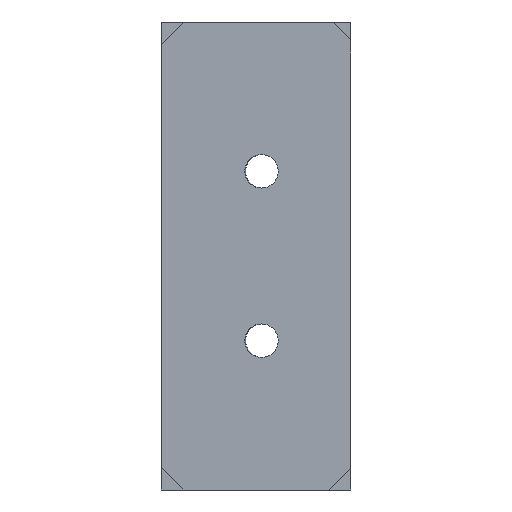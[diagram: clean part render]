
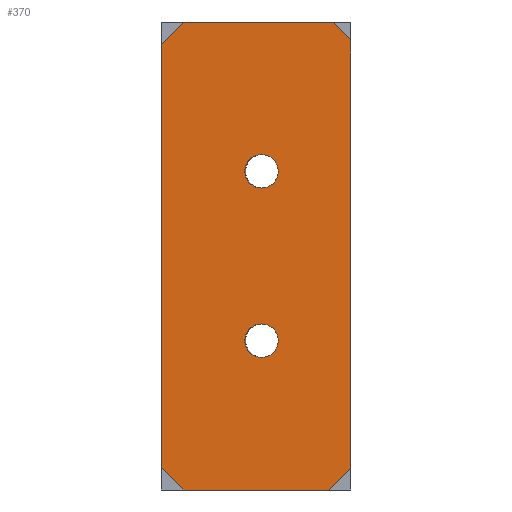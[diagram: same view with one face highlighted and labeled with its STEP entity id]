
A CAD part, front view. The second image highlights one B-rep face of the part: STEP entity #370.
In plain terms, the highlighted planar face has unit normal (-0.009, -1, 0).
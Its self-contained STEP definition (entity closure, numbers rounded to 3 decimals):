
#19=FACE_BOUND('',#77,.T.);
#20=FACE_BOUND('',#78,.T.);
#27=CIRCLE('',#392,1.5);
#28=CIRCLE('',#394,1.5);
#52=FACE_OUTER_BOUND('',#76,.T.);
#76=EDGE_LOOP('',(#325,#326,#327,#328,#329,#330,#331,#332));
#77=EDGE_LOOP('',(#333));
#78=EDGE_LOOP('',(#334));
#79=LINE('',#503,#119);
#85=LINE('',#516,#125);
#91=LINE('',#529,#131);
#97=LINE('',#542,#137);
#110=LINE('',#584,#150);
#113=LINE('',#589,#153);
#116=LINE('',#594,#156);
#118=LINE('',#597,#158);
#119=VECTOR('',#405,10.);
#125=VECTOR('',#415,10.);
#131=VECTOR('',#425,10.);
#137=VECTOR('',#435,10.);
#150=VECTOR('',#480,10.);
#153=VECTOR('',#485,10.);
#156=VECTOR('',#490,10.);
#158=VECTOR('',#494,10.);
#159=VERTEX_POINT('',#501);
#160=VERTEX_POINT('',#502);
#164=VERTEX_POINT('',#514);
#165=VERTEX_POINT('',#515);
#169=VERTEX_POINT('',#527);
#170=VERTEX_POINT('',#528);
#174=VERTEX_POINT('',#540);
#175=VERTEX_POINT('',#541);
#185=VERTEX_POINT('',#571);
#186=VERTEX_POINT('',#575);
#191=EDGE_CURVE('',#159,#160,#79,.T.);
#197=EDGE_CURVE('',#164,#165,#85,.T.);
#203=EDGE_CURVE('',#169,#170,#91,.T.);
#209=EDGE_CURVE('',#174,#175,#97,.T.);
#224=EDGE_CURVE('',#185,#185,#27,.T.);
#226=EDGE_CURVE('',#186,#186,#28,.T.);
#230=EDGE_CURVE('',#160,#169,#110,.T.);
#233=EDGE_CURVE('',#170,#174,#113,.T.);
#236=EDGE_CURVE('',#175,#164,#116,.T.);
#238=EDGE_CURVE('',#165,#159,#118,.T.);
#325=ORIENTED_EDGE('',*,*,#191,.T.);
#326=ORIENTED_EDGE('',*,*,#230,.T.);
#327=ORIENTED_EDGE('',*,*,#203,.T.);
#328=ORIENTED_EDGE('',*,*,#233,.T.);
#329=ORIENTED_EDGE('',*,*,#209,.T.);
#330=ORIENTED_EDGE('',*,*,#236,.T.);
#331=ORIENTED_EDGE('',*,*,#197,.T.);
#332=ORIENTED_EDGE('',*,*,#238,.T.);
#333=ORIENTED_EDGE('',*,*,#224,.F.);
#334=ORIENTED_EDGE('',*,*,#226,.F.);
#350=PLANE('',#400);
#370=ADVANCED_FACE('',(#52,#19,#20),#350,.F.);
#392=AXIS2_PLACEMENT_3D('',#573,#468,#469);
#394=AXIS2_PLACEMENT_3D('',#577,#473,#474);
#400=AXIS2_PLACEMENT_3D('',#599,#497,#498);
#405=DIRECTION('',(0.707,-0.006,-0.707));
#415=DIRECTION('',(-0.707,0.006,-0.707));
#425=DIRECTION('',(0.713,-0.006,0.701));
#435=DIRECTION('',(-0.707,0.006,0.707));
#468=DIRECTION('center_axis',(-0.009,-1.,0.));
#469=DIRECTION('ref_axis',(-1.,0.009,0.));
#473=DIRECTION('center_axis',(-0.009,-1.,0.));
#474=DIRECTION('ref_axis',(-1.,0.009,0.));
#480=DIRECTION('',(1.,-0.009,0.));
#485=DIRECTION('',(0.,0.,1.));
#490=DIRECTION('',(-1.,0.009,0.));
#494=DIRECTION('',(0.,0.,-1.));
#497=DIRECTION('center_axis',(0.009,1.,0.));
#498=DIRECTION('ref_axis',(-1.,0.009,0.));
#501=CARTESIAN_POINT('',(-35.705,35.809,23.85));
#502=CARTESIAN_POINT('',(-33.705,35.791,21.85));
#503=CARTESIAN_POINT('',(-37.329,35.823,25.475));
#514=CARTESIAN_POINT('',(-33.705,35.791,63.85));
#515=CARTESIAN_POINT('',(-35.705,35.809,61.85));
#516=CARTESIAN_POINT('',(-38.329,35.832,59.226));
#527=CARTESIAN_POINT('',(-20.703,35.678,21.85));
#528=CARTESIAN_POINT('',(-18.703,35.66,23.815));
#529=CARTESIAN_POINT('',(-16.108,35.638,26.364));
#540=CARTESIAN_POINT('',(-18.703,35.66,62.235));
#541=CARTESIAN_POINT('',(-20.319,35.675,63.85));
#542=CARTESIAN_POINT('',(-16.791,35.644,60.323));
#571=CARTESIAN_POINT('',(-25.203,35.717,35.25));
#573=CARTESIAN_POINT('Origin',(-26.703,35.73,35.25));
#575=CARTESIAN_POINT('',(-25.203,35.717,50.45));
#577=CARTESIAN_POINT('Origin',(-26.703,35.73,50.45));
#584=CARTESIAN_POINT('',(-23.319,35.701,21.85));
#589=CARTESIAN_POINT('',(-18.703,35.66,21.85));
#594=CARTESIAN_POINT('',(-23.319,35.701,63.85));
#597=CARTESIAN_POINT('',(-35.705,35.809,63.85));
#599=CARTESIAN_POINT('Origin',(-27.204,35.735,42.85));
